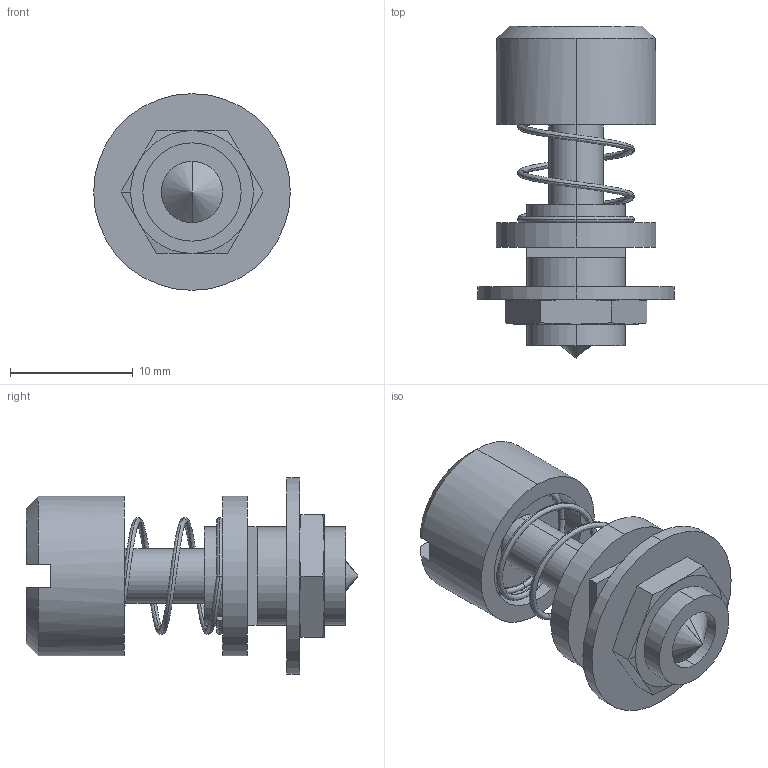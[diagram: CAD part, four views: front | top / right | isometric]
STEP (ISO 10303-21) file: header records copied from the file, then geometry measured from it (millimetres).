
FILE_DESCRIPTION (( 'STEP AP203' ), '1' );
FILE_NAME ('A-1039-3.STEP', '2019-03-22T05:07:37', ( '' ), ( '' ), 'SwSTEP 2.0', 'SolidWorks 2014', '' );
FILE_SCHEMA (( 'CONFIG_CONTROL_DESIGN' ));
Length unit declared in the file: millimetre
Products named in the file (6): A-1039-3スリーブ_; A-1039-3皿バネ_; A-1039-3つまみ部_; A-1039-3低ナット_; A-1039-3僗僾儕儞僌_; A-1039-3
Assembly tree (5 placements, depth 2):
  A-1039-3
    A-1039-3つまみ部_
    A-1039-3スリーブ_
    A-1039-3皿バネ_
    A-1039-3低ナット_
    A-1039-3僗僾儕儞僌_
Bounding box: 16 x 27 x 16 mm (x, y, z)
Volume: 1948.5 mm3; surface area: 2449.8 mm2
Topology: 5 solids, 5 shells, 87 faces, 184 edges, 110 vertices
Faces by surface type: plane 32, cylinder 22, cone 19, torus 12, bspline 2
Entity records: 3949 total; most frequent: CARTESIAN_POINT 1443, DIRECTION 433, ORIENTED_EDGE 364, AXIS2_PLACEMENT_3D 188, EDGE_CURVE 182, VERTEX_POINT 110, EDGE_LOOP 98, CIRCLE 95
